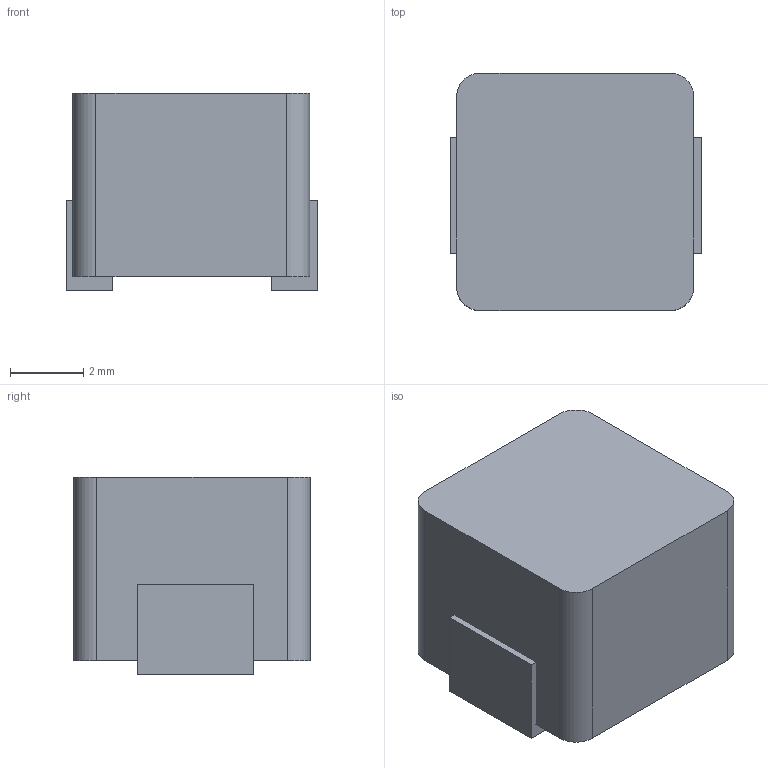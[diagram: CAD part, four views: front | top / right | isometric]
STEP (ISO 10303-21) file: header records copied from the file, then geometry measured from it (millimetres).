
FILE_DESCRIPTION( ( '' ), ' ' );
FILE_NAME( '5bb840ef327eba13f69a3e15.step', '2018-10-06T04:58:24', ( '' ), ( '' ), ' ', ' ', ' ' );
FILE_SCHEMA( ( 'AUTOMOTIVE_DESIGN { 1 0 10303 214 1 1 1 1 }' ) );
Length unit declared in the file: metre
Products named in the file (4): Assem1; Part 1; Part 2
Assembly tree (3 placements, depth 2):
  Assem1
    Part 1
    Part 1
    Part 2
Bounding box: 6.86 x 6.48 x 5.39 mm (x, y, z)
Volume: 228.1 mm3; surface area: 267.3 mm2
Topology: 3 solids, 3 shells, 22 faces, 48 edges, 32 vertices
Faces by surface type: plane 18, cylinder 4
Entity records: 846 total; most frequent: DIRECTION 108, CARTESIAN_POINT 106, ORIENTED_EDGE 96, EDGE_CURVE 48, LINE 40, VECTOR 40, AXIS2_PLACEMENT_3D 34, VERTEX_POINT 32
